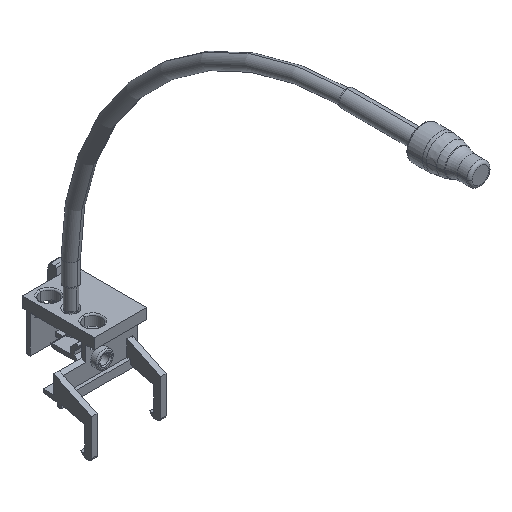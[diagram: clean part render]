
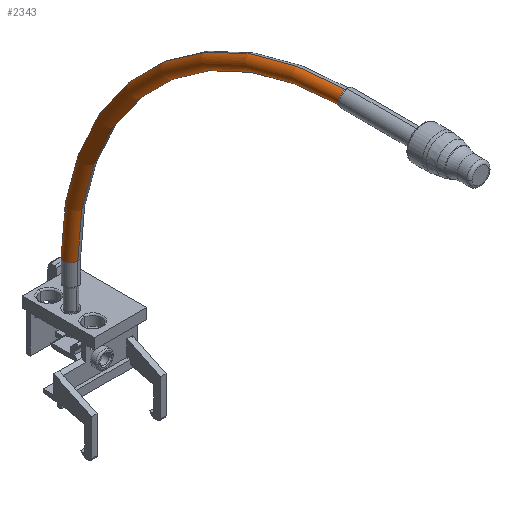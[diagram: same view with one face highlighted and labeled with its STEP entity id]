
A CAD part, isometric view. The second image highlights one B-rep face of the part: STEP entity #2343.
In plain terms, the highlighted toroidal (fillet/blend) face has major radius 100 mm and minor radius 2.5 mm.
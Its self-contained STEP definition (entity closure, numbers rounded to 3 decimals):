
#2343=ADVANCED_FACE('',(#4101),#4102,.T.);
#2345=VERTEX_POINT('',#4104);
#2353=VERTEX_POINT('',#4114);
#2401=VERTEX_POINT('',#4162);
#2403=EDGE_CURVE('',#2401,#4111,#4164,.T.);
#2405=EDGE_CURVE('',#4108,#2401,#4166,.T.);
#2419=EDGE_CURVE('',#2353,#2345,#4180,.T.);
#4101=FACE_OUTER_BOUND('',#6425,.T.);
#4102=TOROIDAL_SURFACE('',#6426,100.0,2.5);
#4104=CARTESIAN_POINT('',(15.0,151.0,45.5));
#4108=VERTEX_POINT('',#6433);
#4111=VERTEX_POINT('',#6437);
#4114=CARTESIAN_POINT('',(15.0,146.0,45.5));
#4162=CARTESIAN_POINT('',(12.5,48.5,145.5));
#4164=CIRCLE('',#6500,2.5);
#4166=CIRCLE('',#6503,2.5);
#4180=CIRCLE('',#6524,2.5);
#6425=EDGE_LOOP('',(#8468,#8469,#8470,#8471,#8472));
#6426=AXIS2_PLACEMENT_3D('',#8473,#8474,#8475);
#6433=CARTESIAN_POINT('',(15.0,48.5,148.0));
#6437=CARTESIAN_POINT('',(15.0,48.5,143.0));
#6500=AXIS2_PLACEMENT_3D('',#8509,#8510,#8511);
#6503=AXIS2_PLACEMENT_3D('',#8512,#8513,#8514);
#6524=AXIS2_PLACEMENT_3D('',#8533,#8534,#8535);
#8468=ORIENTED_EDGE('',*,*,#8695,.T.);
#8469=ORIENTED_EDGE('',*,*,#2419,.F.);
#8470=ORIENTED_EDGE('',*,*,#8696,.T.);
#8471=ORIENTED_EDGE('',*,*,#2403,.F.);
#8472=ORIENTED_EDGE('',*,*,#2405,.F.);
#8473=CARTESIAN_POINT('',(15.0,48.5,45.5));
#8474=DIRECTION('',(-1.0,0.0,0.0));
#8475=DIRECTION('',(0.0,0.0,1.0));
#8509=CARTESIAN_POINT('',(15.0,48.5,145.5));
#8510=DIRECTION('',(0.0,-1.0,0.0));
#8511=DIRECTION('',(0.0,0.0,1.0));
#8512=CARTESIAN_POINT('',(15.0,48.5,145.5));
#8513=DIRECTION('',(0.0,-1.0,0.0));
#8514=DIRECTION('',(0.0,0.0,1.0));
#8533=CARTESIAN_POINT('',(15.0,148.5,45.5));
#8534=DIRECTION('',(0.0,0.0,-1.0));
#8535=DIRECTION('',(0.0,1.0,0.0));
#8695=EDGE_CURVE('',#4108,#2345,#8877,.T.);
#8696=EDGE_CURVE('',#2353,#4111,#8878,.T.);
#8877=CIRCLE('',#9073,102.5);
#8878=CIRCLE('',#9074,97.5);
#9073=AXIS2_PLACEMENT_3D('',#9138,#9139,#9140);
#9074=AXIS2_PLACEMENT_3D('',#9141,#9142,#9143);
#9138=CARTESIAN_POINT('',(15.0,48.5,45.5));
#9139=DIRECTION('',(-1.0,0.0,0.0));
#9140=DIRECTION('',(0.0,-0.0,1.0));
#9141=CARTESIAN_POINT('',(15.0,48.5,45.5));
#9142=DIRECTION('',(1.0,0.0,-0.0));
#9143=DIRECTION('',(0.0,0.0,1.0));
